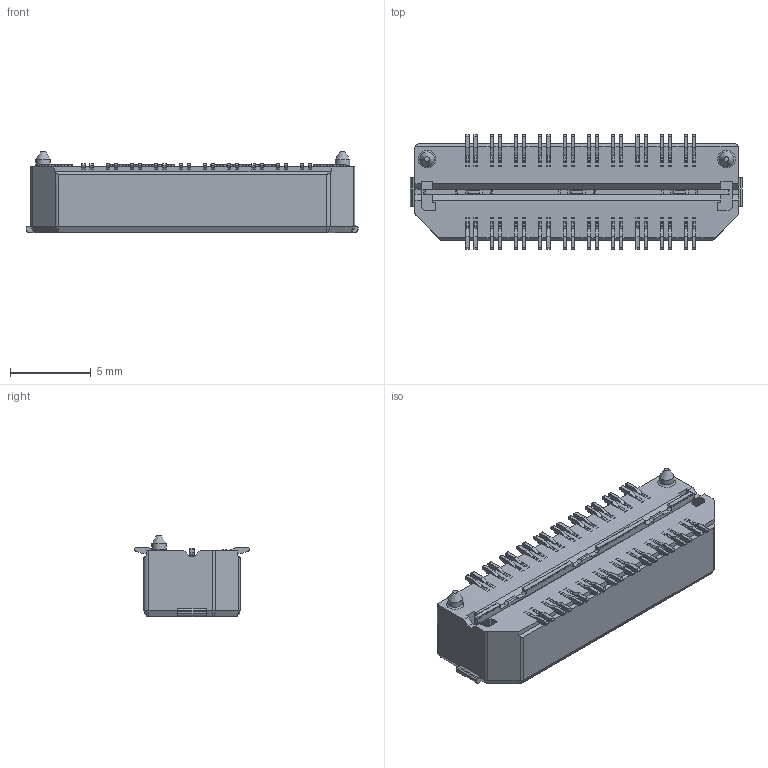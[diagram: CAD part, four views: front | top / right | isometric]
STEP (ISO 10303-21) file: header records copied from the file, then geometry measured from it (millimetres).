
FILE_DESCRIPTION( ('This file contains a STEP AP42 implementation' ,'as created by ZW3D STEP Interface translator.') ,'2;1' );
FILE_NAME( '37203-PMXXX-XXXXXX11.stp' ,'231220.16 538', (''), ('ZWCAD Software Co.'), 'Version 1.0', 'ZW3D to STEP translator', '' );
FILE_SCHEMA(('AUTOMOTIVE_DESIGN { 1 0 10303 214 1 1 1 1 }'));
Length unit declared in the file: millimetre
Products named in the file (3): 0; 37203-PMXXX-XXXXXX11; QTH-TERMINAL-STICK-ASS_1_1
Assembly tree (1 placements, depth 2):
  0
  37203-PMXXX-XXXXXX11
    QTH-TERMINAL-STICK-ASS_1_1
Bounding box: 20.5 x 7.1 x 5.01 mm (x, y, z)
Surface area: 1048.6 mm2 (no closed solid volume)
Topology: 0 solids, 1 shells, 3088 faces, 8683 edges, 5670 vertices
Faces by surface type: plane 2474, cylinder 604, cone 8, torus 2
Full cylindrical faces by diameter (mm): 0.89 x2
Entity records: 101968 total; most frequent: CARTESIAN_POINT 18194, ORIENTED_EDGE 17630, DIRECTION 15725, EDGE_CURVE 8680, VECTOR 7371, LINE 7371, VERTEX_POINT 5670, AXIS2_PLACEMENT_3D 4177
